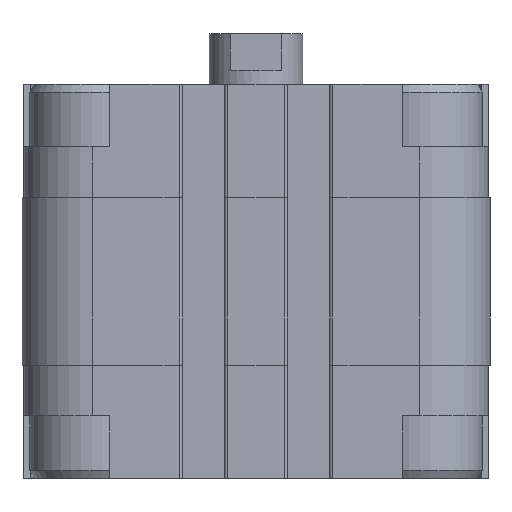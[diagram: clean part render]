
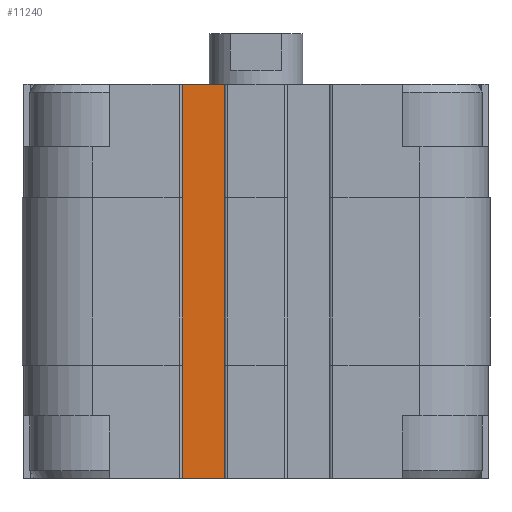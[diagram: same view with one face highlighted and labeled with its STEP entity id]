
A CAD part, front view. The second image highlights one B-rep face of the part: STEP entity #11240.
In plain terms, the highlighted face is planar.
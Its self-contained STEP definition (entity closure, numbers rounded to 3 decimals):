
#161=LINE('',#16953,#1215);
#390=LINE('',#17699,#1444);
#391=LINE('',#17701,#1445);
#392=LINE('',#17703,#1446);
#1215=VECTOR('',#13204,1000.);
#1444=VECTOR('',#13863,1000.);
#1445=VECTOR('',#13866,1000.);
#1446=VECTOR('',#13867,1000.);
#2226=PLANE('',#12125);
#3777=ORIENTED_EDGE('',*,*,#6578,.F.);
#3778=ORIENTED_EDGE('',*,*,#6947,.F.);
#3779=ORIENTED_EDGE('',*,*,#6948,.T.);
#3780=ORIENTED_EDGE('',*,*,#6949,.T.);
#6578=EDGE_CURVE('',#8226,#8227,#161,.T.);
#6947=EDGE_CURVE('',#8528,#8226,#390,.T.);
#6948=EDGE_CURVE('',#8528,#8529,#391,.T.);
#6949=EDGE_CURVE('',#8529,#8227,#392,.T.);
#8226=VERTEX_POINT('',#16952);
#8227=VERTEX_POINT('',#16954);
#8528=VERTEX_POINT('',#17698);
#8529=VERTEX_POINT('',#17702);
#9669=EDGE_LOOP('',(#3777,#3778,#3779,#3780));
#10443=FACE_BOUND('',#9669,.T.);
#11240=ADVANCED_FACE('',(#10443),#2226,.T.);
#12125=AXIS2_PLACEMENT_3D('',#17700,#13864,#13865);
#13204=DIRECTION('',(-1.,0.,0.));
#13863=DIRECTION('',(0.,0.,1.));
#13864=DIRECTION('',(0.,1.,0.));
#13865=DIRECTION('',(0.,0.,1.));
#13866=DIRECTION('',(-1.,0.,0.));
#13867=DIRECTION('',(0.,0.,1.));
#16952=CARTESIAN_POINT('',(9.75,25.,0.));
#16953=CARTESIAN_POINT('',(9.75,25.,0.));
#16954=CARTESIAN_POINT('',(3.75,25.,0.));
#17698=CARTESIAN_POINT('',(9.75,25.,-50.5));
#17699=CARTESIAN_POINT('',(9.75,25.,-14.5));
#17700=CARTESIAN_POINT('',(9.75,25.,-14.5));
#17701=CARTESIAN_POINT('',(9.75,25.,-50.5));
#17702=CARTESIAN_POINT('',(3.75,25.,-50.5));
#17703=CARTESIAN_POINT('',(3.75,25.,-14.5));
